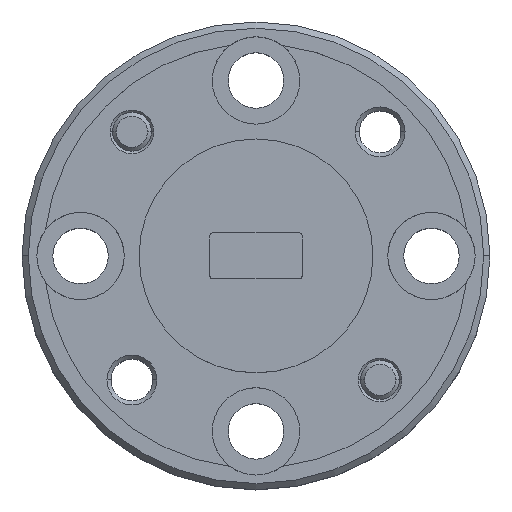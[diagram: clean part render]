
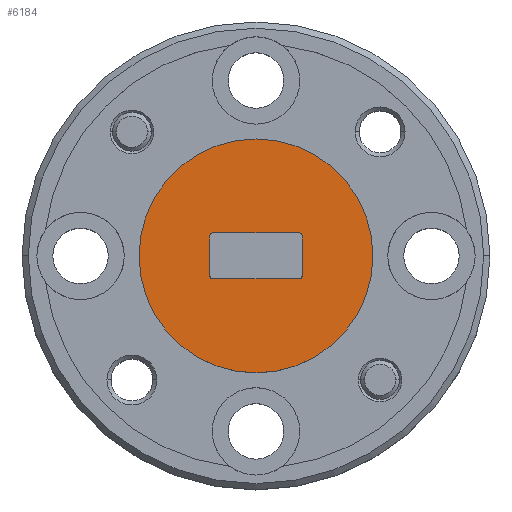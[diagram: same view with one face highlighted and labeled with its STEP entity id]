
A CAD part, top view. The second image highlights one B-rep face of the part: STEP entity #6184.
In plain terms, the highlighted planar face has unit normal (0, 0, 1).
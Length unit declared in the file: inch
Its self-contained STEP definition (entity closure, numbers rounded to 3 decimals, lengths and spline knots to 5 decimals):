
#52 = CARTESIAN_POINT ( 'NONE',  ( -0.069, 0.032, 0. ) ) ;
#219 = DIRECTION ( 'NONE',  ( 0., 1., 0. ) ) ;
#316 = DIRECTION ( 'NONE',  ( 1., 0., 0. ) ) ;
#349 = EDGE_CURVE ( 'NONE', #6953, #3739, #4786, .T. ) ;
#351 = LINE ( 'NONE', #3941, #7573 ) ;
#424 = CIRCLE ( 'NONE', #2480, 0.005 ) ;
#482 = ORIENTED_EDGE ( 'NONE', *, *, #5841, .F. ) ;
#782 = DIRECTION ( 'NONE',  ( 0., 0., -1. ) ) ;
#850 = VECTOR ( 'NONE', #1314, 39.37008 ) ;
#1078 = ORIENTED_EDGE ( 'NONE', *, *, #2075, .T. ) ;
#1128 = VERTEX_POINT ( 'NONE', #3406 ) ;
#1189 = AXIS2_PLACEMENT_3D ( 'NONE', #2677, #782, #7456 ) ;
#1314 = DIRECTION ( 'NONE',  ( 0., -1., 0. ) ) ;
#1350 = CARTESIAN_POINT ( 'NONE',  ( 0., 0., 0. ) ) ;
#1363 = EDGE_CURVE ( 'NONE', #5328, #6751, #4254, .T. ) ;
#1367 = DIRECTION ( 'NONE',  ( 1., 0., 0. ) ) ;
#1378 = VERTEX_POINT ( 'NONE', #6930 ) ;
#1394 = CARTESIAN_POINT ( 'NONE',  ( -0.074, -0.037, 0. ) ) ;
#1482 = PLANE ( 'NONE',  #3245 ) ;
#1500 = EDGE_CURVE ( 'NONE', #3971, #3739, #424, .T. ) ;
#1504 = ORIENTED_EDGE ( 'NONE', *, *, #1363, .T. ) ;
#1505 = DIRECTION ( 'NONE',  ( -1., 0., 0. ) ) ;
#1635 = CARTESIAN_POINT ( 'NONE',  ( 0.069, 0.037, 0. ) ) ;
#1684 = EDGE_LOOP ( 'NONE', ( #2690, #1078 ) ) ;
#2044 = FACE_OUTER_BOUND ( 'NONE', #1684, .T. ) ;
#2075 = EDGE_CURVE ( 'NONE', #3012, #6520, #3625, .T. ) ;
#2249 = ORIENTED_EDGE ( 'NONE', *, *, #349, .F. ) ;
#2480 = AXIS2_PLACEMENT_3D ( 'NONE', #3151, #6840, #4344 ) ;
#2505 = EDGE_CURVE ( 'NONE', #1128, #7468, #6538, .T. ) ;
#2672 = DIRECTION ( 'NONE',  ( 1., 0., 0. ) ) ;
#2677 = CARTESIAN_POINT ( 'NONE',  ( 0.069, 0.032, 0. ) ) ;
#2690 = ORIENTED_EDGE ( 'NONE', *, *, #4118, .T. ) ;
#2720 = CARTESIAN_POINT ( 'NONE',  ( -0.069, -0.037, 0. ) ) ;
#2865 = LINE ( 'NONE', #7721, #4541 ) ;
#2874 = CIRCLE ( 'NONE', #4658, 0.005 ) ;
#3012 = VERTEX_POINT ( 'NONE', #3434 ) ;
#3151 = CARTESIAN_POINT ( 'NONE',  ( -0.069, -0.032, 0. ) ) ;
#3245 = AXIS2_PLACEMENT_3D ( 'NONE', #3841, #5072, #1367 ) ;
#3385 = DIRECTION ( 'NONE',  ( 1., 0., 0. ) ) ;
#3390 = EDGE_CURVE ( 'NONE', #6953, #1378, #2874, .T. ) ;
#3399 = ORIENTED_EDGE ( 'NONE', *, *, #6722, .F. ) ;
#3406 = CARTESIAN_POINT ( 'NONE',  ( 0.074, -0.032, 0. ) ) ;
#3434 = CARTESIAN_POINT ( 'NONE',  ( -0.1875, 0., 0. ) ) ;
#3625 = CIRCLE ( 'NONE', #7825, 0.1875 ) ;
#3739 = VERTEX_POINT ( 'NONE', #6181 ) ;
#3841 = CARTESIAN_POINT ( 'NONE',  ( 0., 0., 0. ) ) ;
#3941 = CARTESIAN_POINT ( 'NONE',  ( -0.074, -0.037, 0. ) ) ;
#3971 = VERTEX_POINT ( 'NONE', #2720 ) ;
#4118 = EDGE_CURVE ( 'NONE', #6520, #3012, #6688, .T. ) ;
#4241 = VECTOR ( 'NONE', #219, 39.37008 ) ;
#4254 = CIRCLE ( 'NONE', #1189, 0.005 ) ;
#4290 = EDGE_CURVE ( 'NONE', #5328, #1378, #2865, .T. ) ;
#4344 = DIRECTION ( 'NONE',  ( 1., 0., 0. ) ) ;
#4541 = VECTOR ( 'NONE', #1505, 39.37008 ) ;
#4615 = DIRECTION ( 'NONE',  ( 0., 0., 1. ) ) ;
#4658 = AXIS2_PLACEMENT_3D ( 'NONE', #52, #6111, #7386 ) ;
#4786 = LINE ( 'NONE', #1394, #850 ) ;
#4816 = ORIENTED_EDGE ( 'NONE', *, *, #4290, .F. ) ;
#4900 = EDGE_LOOP ( 'NONE', ( #4816, #1504, #482, #6806, #3399, #5182, #2249, #6393 ) ) ;
#5072 = DIRECTION ( 'NONE',  ( 0., 0., 1. ) ) ;
#5117 = DIRECTION ( 'NONE',  ( 1., 0., 0. ) ) ;
#5182 = ORIENTED_EDGE ( 'NONE', *, *, #1500, .T. ) ;
#5328 = VERTEX_POINT ( 'NONE', #1635 ) ;
#5631 = CARTESIAN_POINT ( 'NONE',  ( 0.069, -0.032, 0. ) ) ;
#5632 = LINE ( 'NONE', #6227, #4241 ) ;
#5841 = EDGE_CURVE ( 'NONE', #1128, #6751, #5632, .T. ) ;
#6042 = CARTESIAN_POINT ( 'NONE',  ( -0.074, 0.032, 0. ) ) ;
#6111 = DIRECTION ( 'NONE',  ( 0., 0., -1. ) ) ;
#6181 = CARTESIAN_POINT ( 'NONE',  ( -0.074, -0.032, 0. ) ) ;
#6184 = ADVANCED_FACE ( 'NONE', ( #7620, #2044 ), #1482, .T. ) ;
#6227 = CARTESIAN_POINT ( 'NONE',  ( 0.074, -0.037, 0. ) ) ;
#6239 = CARTESIAN_POINT ( 'NONE',  ( 0.1875, 0., 0. ) ) ;
#6272 = CARTESIAN_POINT ( 'NONE',  ( 0.069, -0.037, 0. ) ) ;
#6309 = AXIS2_PLACEMENT_3D ( 'NONE', #6883, #7004, #316 ) ;
#6393 = ORIENTED_EDGE ( 'NONE', *, *, #3390, .T. ) ;
#6441 = CARTESIAN_POINT ( 'NONE',  ( 0.074, 0.032, 0. ) ) ;
#6520 = VERTEX_POINT ( 'NONE', #6239 ) ;
#6538 = CIRCLE ( 'NONE', #6740, 0.005 ) ;
#6688 = CIRCLE ( 'NONE', #6309, 0.1875 ) ;
#6722 = EDGE_CURVE ( 'NONE', #3971, #7468, #351, .T. ) ;
#6740 = AXIS2_PLACEMENT_3D ( 'NONE', #5631, #7027, #5117 ) ;
#6751 = VERTEX_POINT ( 'NONE', #6441 ) ;
#6806 = ORIENTED_EDGE ( 'NONE', *, *, #2505, .T. ) ;
#6840 = DIRECTION ( 'NONE',  ( 0., 0., -1. ) ) ;
#6883 = CARTESIAN_POINT ( 'NONE',  ( 0., 0., 0. ) ) ;
#6930 = CARTESIAN_POINT ( 'NONE',  ( -0.069, 0.037, 0. ) ) ;
#6953 = VERTEX_POINT ( 'NONE', #6042 ) ;
#7004 = DIRECTION ( 'NONE',  ( 0., 0., 1. ) ) ;
#7027 = DIRECTION ( 'NONE',  ( 0., 0., -1. ) ) ;
#7386 = DIRECTION ( 'NONE',  ( 1., 0., 0. ) ) ;
#7456 = DIRECTION ( 'NONE',  ( 1., 0., 0. ) ) ;
#7468 = VERTEX_POINT ( 'NONE', #6272 ) ;
#7573 = VECTOR ( 'NONE', #2672, 39.37008 ) ;
#7620 = FACE_BOUND ( 'NONE', #4900, .T. ) ;
#7721 = CARTESIAN_POINT ( 'NONE',  ( -0.074, 0.037, 0. ) ) ;
#7825 = AXIS2_PLACEMENT_3D ( 'NONE', #1350, #4615, #3385 ) ;
